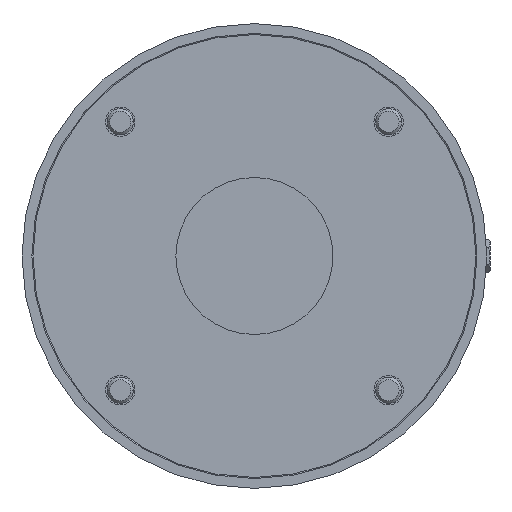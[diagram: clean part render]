
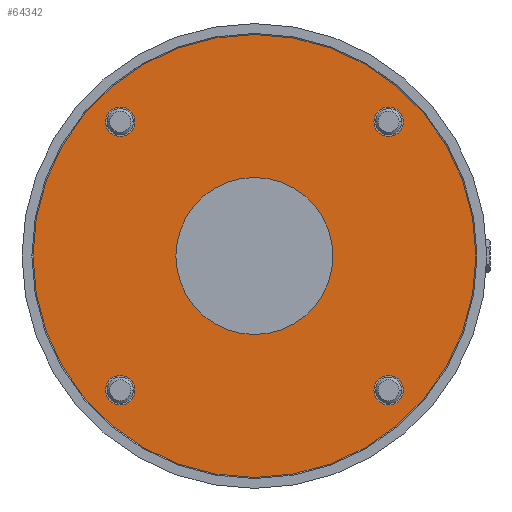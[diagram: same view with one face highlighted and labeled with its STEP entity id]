
A CAD part, left-side view. The second image highlights one B-rep face of the part: STEP entity #64342.
In plain terms, the highlighted planar face has unit normal (-1, 0, 0).
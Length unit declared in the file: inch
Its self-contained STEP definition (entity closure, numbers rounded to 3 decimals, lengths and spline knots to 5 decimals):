
#1829 = AXIS2_PLACEMENT_3D ( 'NONE', #70963, #28069, #78128 ) ;
#2055 = AXIS2_PLACEMENT_3D ( 'NONE', #9856, #59887, #17063 ) ;
#2163 = CARTESIAN_POINT ( 'NONE',  ( -10.5, 0., 0. ) ) ;
#3248 = DIRECTION ( 'NONE',  ( -1., 0., 0. ) ) ;
#6043 = ORIENTED_EDGE ( 'NONE', *, *, #30687, .F. ) ;
#6737 = DIRECTION ( 'NONE',  ( -1., 0., 0. ) ) ;
#7019 = CIRCLE ( 'NONE', #60493, 0.28125 ) ;
#7457 = EDGE_CURVE ( 'NONE', #20506, #87485, #11393, .T. ) ;
#7467 = EDGE_LOOP ( 'NONE', ( #21856, #35849 ) ) ;
#7533 = VERTEX_POINT ( 'NONE', #84575 ) ;
#9013 = AXIS2_PLACEMENT_3D ( 'NONE', #49643, #6737, #56807 ) ;
#9353 = DIRECTION ( 'NONE',  ( 0., -1., 0. ) ) ;
#9856 = CARTESIAN_POINT ( 'NONE',  ( -10.5, 0., 0. ) ) ;
#10522 = CARTESIAN_POINT ( 'NONE',  ( -10.5, 2.56326, -2.56326 ) ) ;
#11257 = ORIENTED_EDGE ( 'NONE', *, *, #67921, .F. ) ;
#11393 = CIRCLE ( 'NONE', #9013, 4.2305 ) ;
#12240 = CARTESIAN_POINT ( 'NONE',  ( -10.5, -2.56326, -2.28201 ) ) ;
#15113 = ORIENTED_EDGE ( 'NONE', *, *, #44065, .F. ) ;
#16613 = FACE_BOUND ( 'NONE', #23398, .T. ) ;
#17063 = DIRECTION ( 'NONE',  ( 0., -1., 0. ) ) ;
#17701 = DIRECTION ( 'NONE',  ( 0., -1., 0. ) ) ;
#18534 = ORIENTED_EDGE ( 'NONE', *, *, #87591, .F. ) ;
#18827 = FACE_OUTER_BOUND ( 'NONE', #7467, .T. ) ;
#18899 = EDGE_LOOP ( 'NONE', ( #11257, #15113 ) ) ;
#19776 = CIRCLE ( 'NONE', #1829, 0.28125 ) ;
#20506 = VERTEX_POINT ( 'NONE', #67596 ) ;
#21712 = VERTEX_POINT ( 'NONE', #12240 ) ;
#21856 = ORIENTED_EDGE ( 'NONE', *, *, #7457, .T. ) ;
#23033 = CARTESIAN_POINT ( 'NONE',  ( -10.5, 0., 0. ) ) ;
#23398 = EDGE_LOOP ( 'NONE', ( #18534, #62803 ) ) ;
#23448 = EDGE_CURVE ( 'NONE', #25552, #92002, #92531, .T. ) ;
#23600 = AXIS2_PLACEMENT_3D ( 'NONE', #25108, #75192, #32345 ) ;
#23644 = DIRECTION ( 'NONE',  ( -1., 0., 0. ) ) ;
#24748 = CARTESIAN_POINT ( 'NONE',  ( -10.5, 3.94, 0. ) ) ;
#25108 = CARTESIAN_POINT ( 'NONE',  ( -10.5, -2.56326, -2.56326 ) ) ;
#25552 = VERTEX_POINT ( 'NONE', #58976 ) ;
#27978 = VERTEX_POINT ( 'NONE', #35086 ) ;
#28069 = DIRECTION ( 'NONE',  ( -1., 0., 0. ) ) ;
#28325 = DIRECTION ( 'NONE',  ( -1., 0., 0. ) ) ;
#30236 = DIRECTION ( 'NONE',  ( 0., -1., 0. ) ) ;
#30669 = CARTESIAN_POINT ( 'NONE',  ( -10.5, -2.56326, -2.56326 ) ) ;
#30687 = EDGE_CURVE ( 'NONE', #27978, #21712, #90623, .T. ) ;
#30949 = EDGE_CURVE ( 'NONE', #56525, #36941, #91698, .T. ) ;
#31991 = DIRECTION ( 'NONE',  ( 0., -1., 0. ) ) ;
#32345 = DIRECTION ( 'NONE',  ( 0., -1., 0. ) ) ;
#32776 = EDGE_LOOP ( 'NONE', ( #91001, #73887 ) ) ;
#33424 = CIRCLE ( 'NONE', #44502, 1.5 ) ;
#33510 = EDGE_CURVE ( 'NONE', #36941, #56525, #43030, .T. ) ;
#35086 = CARTESIAN_POINT ( 'NONE',  ( -10.5, -2.56326, -2.84451 ) ) ;
#35217 = AXIS2_PLACEMENT_3D ( 'NONE', #71197, #28325, #78363 ) ;
#35615 = FACE_BOUND ( 'NONE', #18899, .T. ) ;
#35744 = VERTEX_POINT ( 'NONE', #57136 ) ;
#35849 = ORIENTED_EDGE ( 'NONE', *, *, #44081, .T. ) ;
#36449 = AXIS2_PLACEMENT_3D ( 'NONE', #84107, #41331, #91305 ) ;
#36725 = EDGE_LOOP ( 'NONE', ( #48508, #6043 ) ) ;
#36941 = VERTEX_POINT ( 'NONE', #77164 ) ;
#37907 = DIRECTION ( 'NONE',  ( 0., -1., 0. ) ) ;
#41331 = DIRECTION ( 'NONE',  ( -1., 0., 0. ) ) ;
#42911 = ORIENTED_EDGE ( 'NONE', *, *, #55037, .T. ) ;
#43030 = CIRCLE ( 'NONE', #74404, 0.28125 ) ;
#44065 = EDGE_CURVE ( 'NONE', #74930, #35744, #71122, .T. ) ;
#44081 = EDGE_CURVE ( 'NONE', #87485, #20506, #73361, .T. ) ;
#44502 = AXIS2_PLACEMENT_3D ( 'NONE', #2163, #52217, #9353 ) ;
#46115 = CARTESIAN_POINT ( 'NONE',  ( -10.5, 2.56326, -2.56326 ) ) ;
#48508 = ORIENTED_EDGE ( 'NONE', *, *, #71850, .F. ) ;
#49643 = CARTESIAN_POINT ( 'NONE',  ( -10.5, 0., 0. ) ) ;
#50654 = ORIENTED_EDGE ( 'NONE', *, *, #23448, .T. ) ;
#50878 = CIRCLE ( 'NONE', #23600, 0.28125 ) ;
#52217 = DIRECTION ( 'NONE',  ( 1., 0., 0. ) ) ;
#53311 = DIRECTION ( 'NONE',  ( 0., -1., 0. ) ) ;
#55037 = EDGE_CURVE ( 'NONE', #92002, #25552, #33424, .T. ) ;
#56525 = VERTEX_POINT ( 'NONE', #90930 ) ;
#56807 = DIRECTION ( 'NONE',  ( 0., -1., 0. ) ) ;
#57136 = CARTESIAN_POINT ( 'NONE',  ( -10.5, 2.56326, -2.28201 ) ) ;
#58976 = CARTESIAN_POINT ( 'NONE',  ( -10.5, 0., -1.5 ) ) ;
#59267 = CIRCLE ( 'NONE', #35217, 0.28125 ) ;
#59322 = VERTEX_POINT ( 'NONE', #87271 ) ;
#59887 = DIRECTION ( 'NONE',  ( -1., 0., 0. ) ) ;
#60493 = AXIS2_PLACEMENT_3D ( 'NONE', #10522, #60521, #17701 ) ;
#60521 = DIRECTION ( 'NONE',  ( -1., 0., 0. ) ) ;
#62803 = ORIENTED_EDGE ( 'NONE', *, *, #86367, .F. ) ;
#64342 = ADVANCED_FACE ( 'NONE', ( #18827, #35615, #73645, #16613, #90429, #71396 ), #81717, .T. ) ;
#66100 = CARTESIAN_POINT ( 'NONE',  ( -10.5, 2.56326, -2.84451 ) ) ;
#66534 = CARTESIAN_POINT ( 'NONE',  ( -10.5, 2.56326, 2.56326 ) ) ;
#67596 = CARTESIAN_POINT ( 'NONE',  ( -10.5, -4.2305, 0. ) ) ;
#67921 = EDGE_CURVE ( 'NONE', #35744, #74930, #7019, .T. ) ;
#70963 = CARTESIAN_POINT ( 'NONE',  ( -10.5, -2.56326, 2.56326 ) ) ;
#71122 = CIRCLE ( 'NONE', #90111, 0.28125 ) ;
#71197 = CARTESIAN_POINT ( 'NONE',  ( -10.5, -2.56326, 2.56326 ) ) ;
#71396 = FACE_BOUND ( 'NONE', #76985, .T. ) ;
#71850 = EDGE_CURVE ( 'NONE', #21712, #27978, #50878, .T. ) ;
#73117 = DIRECTION ( 'NONE',  ( 1., 0., 0. ) ) ;
#73361 = CIRCLE ( 'NONE', #2055, 4.2305 ) ;
#73645 = FACE_BOUND ( 'NONE', #32776, .T. ) ;
#73742 = DIRECTION ( 'NONE',  ( 0., -1., 0. ) ) ;
#73887 = ORIENTED_EDGE ( 'NONE', *, *, #30949, .F. ) ;
#74404 = AXIS2_PLACEMENT_3D ( 'NONE', #66534, #23644, #73742 ) ;
#74837 = DIRECTION ( 'NONE',  ( -1., 0., 0. ) ) ;
#74930 = VERTEX_POINT ( 'NONE', #66100 ) ;
#75192 = DIRECTION ( 'NONE',  ( -1., 0., 0. ) ) ;
#76919 = CARTESIAN_POINT ( 'NONE',  ( -10.5, 4.2305, 0. ) ) ;
#76985 = EDGE_LOOP ( 'NONE', ( #50654, #42911 ) ) ;
#77164 = CARTESIAN_POINT ( 'NONE',  ( -10.5, 2.56326, 2.84451 ) ) ;
#78128 = DIRECTION ( 'NONE',  ( 0., -1., 0. ) ) ;
#78363 = DIRECTION ( 'NONE',  ( 0., -1., 0. ) ) ;
#79930 = AXIS2_PLACEMENT_3D ( 'NONE', #24748, #74837, #31991 ) ;
#80699 = DIRECTION ( 'NONE',  ( -1., 0., 0. ) ) ;
#81380 = AXIS2_PLACEMENT_3D ( 'NONE', #30669, #80699, #37907 ) ;
#81717 = PLANE ( 'NONE',  #79930 ) ;
#82844 = CARTESIAN_POINT ( 'NONE',  ( -10.5, 0., 1.5 ) ) ;
#84107 = CARTESIAN_POINT ( 'NONE',  ( -10.5, 2.56326, 2.56326 ) ) ;
#84575 = CARTESIAN_POINT ( 'NONE',  ( -10.5, -2.56326, 2.28201 ) ) ;
#86367 = EDGE_CURVE ( 'NONE', #7533, #59322, #59267, .T. ) ;
#86885 = AXIS2_PLACEMENT_3D ( 'NONE', #23033, #73117, #30236 ) ;
#87271 = CARTESIAN_POINT ( 'NONE',  ( -10.5, -2.56326, 2.84451 ) ) ;
#87485 = VERTEX_POINT ( 'NONE', #76919 ) ;
#87591 = EDGE_CURVE ( 'NONE', #59322, #7533, #19776, .T. ) ;
#90111 = AXIS2_PLACEMENT_3D ( 'NONE', #46115, #3248, #53311 ) ;
#90429 = FACE_BOUND ( 'NONE', #36725, .T. ) ;
#90623 = CIRCLE ( 'NONE', #81380, 0.28125 ) ;
#90930 = CARTESIAN_POINT ( 'NONE',  ( -10.5, 2.56326, 2.28201 ) ) ;
#91001 = ORIENTED_EDGE ( 'NONE', *, *, #33510, .F. ) ;
#91305 = DIRECTION ( 'NONE',  ( 0., -1., 0. ) ) ;
#91698 = CIRCLE ( 'NONE', #36449, 0.28125 ) ;
#92002 = VERTEX_POINT ( 'NONE', #82844 ) ;
#92531 = CIRCLE ( 'NONE', #86885, 1.5 ) ;
